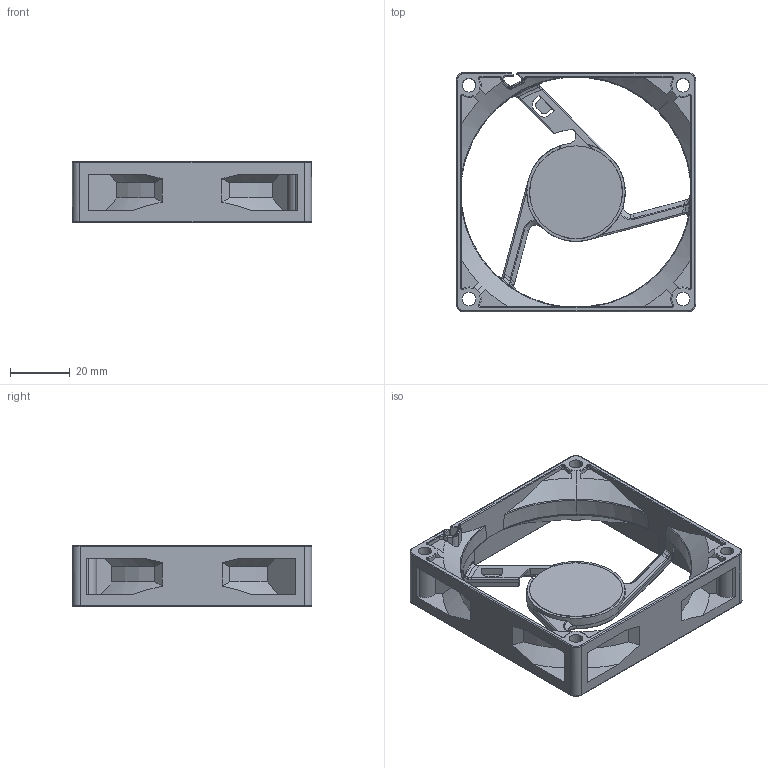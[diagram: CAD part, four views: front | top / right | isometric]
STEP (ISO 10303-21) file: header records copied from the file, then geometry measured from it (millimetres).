
FILE_DESCRIPTION (( 'STEP AP203' ), '1' );
FILE_NAME ('OD8020_m0_frame.stp', '2023-08-24T13:52:14', ( '' ), ( '' ), 'SwSTEP 2.0', 'SolidWorks 2018', '' );
FILE_SCHEMA (( 'CONFIG_CONTROL_DESIGN' ));
Length unit declared in the file: millimetre
Products named in the file (1): OD8020_m0_frame
Bounding box: 80 x 80.15 x 20.4 mm (x, y, z)
Volume: 20369.9 mm3; surface area: 21549.4 mm2
Topology: 1 solids, 1 shells, 520 faces, 1351 edges, 839 vertices
Faces by surface type: plane 165, cylinder 107, cone 88, bspline 83, torus 65, sphere 12
Entity records: 21653 total; most frequent: CARTESIAN_POINT 11049, ORIENTED_EDGE 2702, DIRECTION 1443, EDGE_CURVE 1351, B_SPLINE_CURVE_WITH_KNOTS 894, VERTEX_POINT 839, AXIS2_PLACEMENT_3D 600, EDGE_LOOP 542
